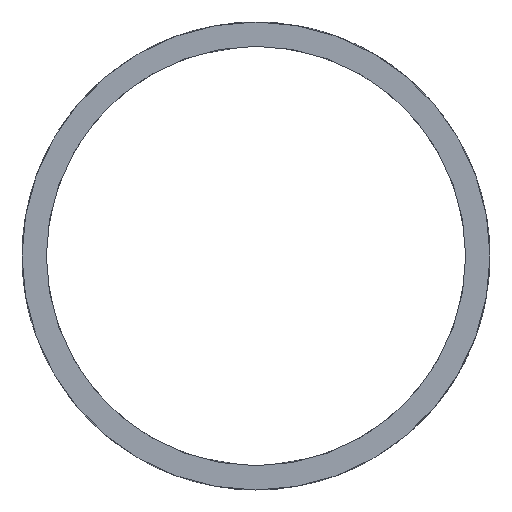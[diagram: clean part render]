
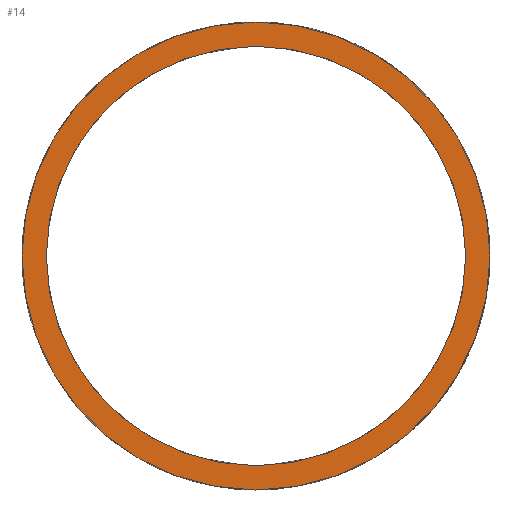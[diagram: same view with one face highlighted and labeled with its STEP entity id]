
A CAD part, front view. The second image highlights one B-rep face of the part: STEP entity #14.
In plain terms, the highlighted planar face has unit normal (0, -1, 0).
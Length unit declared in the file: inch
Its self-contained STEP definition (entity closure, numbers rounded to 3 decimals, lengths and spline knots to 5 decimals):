
#14 = ADVANCED_FACE ( 'NONE', ( #845, #894 ), #640, .F. ) ;
#25 = CIRCLE ( 'NONE', #1570, 0.625 ) ;
#38 = EDGE_LOOP ( 'NONE', ( #1117, #226 ) ) ;
#147 = AXIS2_PLACEMENT_3D ( 'NONE', #1247, #983, #431 ) ;
#226 = ORIENTED_EDGE ( 'NONE', *, *, #1555, .F. ) ;
#293 = CARTESIAN_POINT ( 'NONE',  ( 0., 0., -0.56 ) ) ;
#298 = DIRECTION ( 'NONE',  ( 0., 0., 1. ) ) ;
#367 = DIRECTION ( 'NONE',  ( 0., 0., 1. ) ) ;
#388 = CIRCLE ( 'NONE', #147, 0.56 ) ;
#416 = AXIS2_PLACEMENT_3D ( 'NONE', #792, #1343, #367 ) ;
#431 = DIRECTION ( 'NONE',  ( 0., 0., 1. ) ) ;
#478 = EDGE_CURVE ( 'NONE', #596, #1333, #1285, .T. ) ;
#522 = CARTESIAN_POINT ( 'NONE',  ( 0., 0., 0.56 ) ) ;
#526 = AXIS2_PLACEMENT_3D ( 'NONE', #713, #700, #1696 ) ;
#596 = VERTEX_POINT ( 'NONE', #293 ) ;
#640 = PLANE ( 'NONE',  #416 ) ;
#700 = DIRECTION ( 'NONE',  ( 0., 1., 0. ) ) ;
#713 = CARTESIAN_POINT ( 'NONE',  ( 0., 0., 0. ) ) ;
#753 = AXIS2_PLACEMENT_3D ( 'NONE', #1744, #1342, #1192 ) ;
#792 = CARTESIAN_POINT ( 'NONE',  ( 0., 0., 0. ) ) ;
#845 = FACE_OUTER_BOUND ( 'NONE', #38, .T. ) ;
#867 = CARTESIAN_POINT ( 'NONE',  ( 0., 0., 0.625 ) ) ;
#894 = FACE_BOUND ( 'NONE', #1722, .T. ) ;
#934 = VERTEX_POINT ( 'NONE', #867 ) ;
#983 = DIRECTION ( 'NONE',  ( 0., 1., 0. ) ) ;
#1117 = ORIENTED_EDGE ( 'NONE', *, *, #1609, .F. ) ;
#1192 = DIRECTION ( 'NONE',  ( 0., 0., 1. ) ) ;
#1247 = CARTESIAN_POINT ( 'NONE',  ( 0., 0., 0. ) ) ;
#1285 = CIRCLE ( 'NONE', #753, 0.56 ) ;
#1333 = VERTEX_POINT ( 'NONE', #522 ) ;
#1335 = CARTESIAN_POINT ( 'NONE',  ( 0., 0., -0.625 ) ) ;
#1342 = DIRECTION ( 'NONE',  ( 0., 1., 0. ) ) ;
#1343 = DIRECTION ( 'NONE',  ( 0., 1., 0. ) ) ;
#1428 = VERTEX_POINT ( 'NONE', #1335 ) ;
#1497 = ORIENTED_EDGE ( 'NONE', *, *, #478, .T. ) ;
#1544 = EDGE_CURVE ( 'NONE', #1333, #596, #388, .T. ) ;
#1555 = EDGE_CURVE ( 'NONE', #934, #1428, #1643, .T. ) ;
#1570 = AXIS2_PLACEMENT_3D ( 'NONE', #1826, #1670, #298 ) ;
#1609 = EDGE_CURVE ( 'NONE', #1428, #934, #25, .T. ) ;
#1643 = CIRCLE ( 'NONE', #526, 0.625 ) ;
#1670 = DIRECTION ( 'NONE',  ( 0., 1., 0. ) ) ;
#1674 = ORIENTED_EDGE ( 'NONE', *, *, #1544, .T. ) ;
#1696 = DIRECTION ( 'NONE',  ( 0., 0., 1. ) ) ;
#1722 = EDGE_LOOP ( 'NONE', ( #1497, #1674 ) ) ;
#1744 = CARTESIAN_POINT ( 'NONE',  ( 0., 0., 0. ) ) ;
#1826 = CARTESIAN_POINT ( 'NONE',  ( 0., 0., 0. ) ) ;
